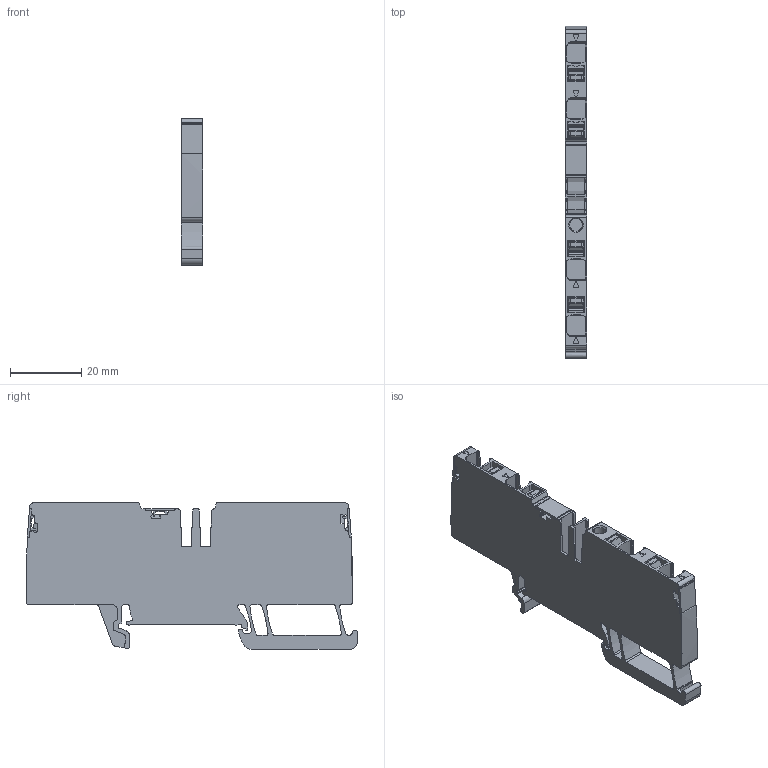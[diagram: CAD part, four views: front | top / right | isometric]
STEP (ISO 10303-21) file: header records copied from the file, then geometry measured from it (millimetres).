
FILE_DESCRIPTION(('CATIA V5R22 STEP214','CAx-IF Rec.Pracs.--- Model Styling and Organization---1.4--- 2014-01-23'),'2;1');
FILE_NAME ('1442567-2_0', '2023-02-10T05:20:24+00:00', ('Weidmueller Interface'), ('Weidmueller'), 'CATIA Version 5-6 Release 2016 SP3 HF44', 'CATIA V5 STEP AP214', 'none');
FILE_SCHEMA(('AUTOMOTIVE_DESIGN { 1 0 10303 214 1 1 1 1 }'));
Length unit declared in the file: millimetre
Products named in the file (1): 2874930000
Bounding box: 6.1 x 93.29 x 41.1 mm (x, y, z)
Volume: 15615 mm3; surface area: 10677.2 mm2
Topology: 8 solids, 9 shells, 855 faces, 2361 edges, 1532 vertices
Faces by surface type: plane 387, cylinder 369, bspline 40, torus 28, extrusion 26, sphere 3, cone 2
Entity records: 28143 total; most frequent: CARTESIAN_POINT 7389, ORIENTED_EDGE 4716, DIRECTION 3515, EDGE_CURVE 2358, VERTEX_POINT 1532, VECTOR 1430, LINE 1404, AXIS2_PLACEMENT_3D 1355
